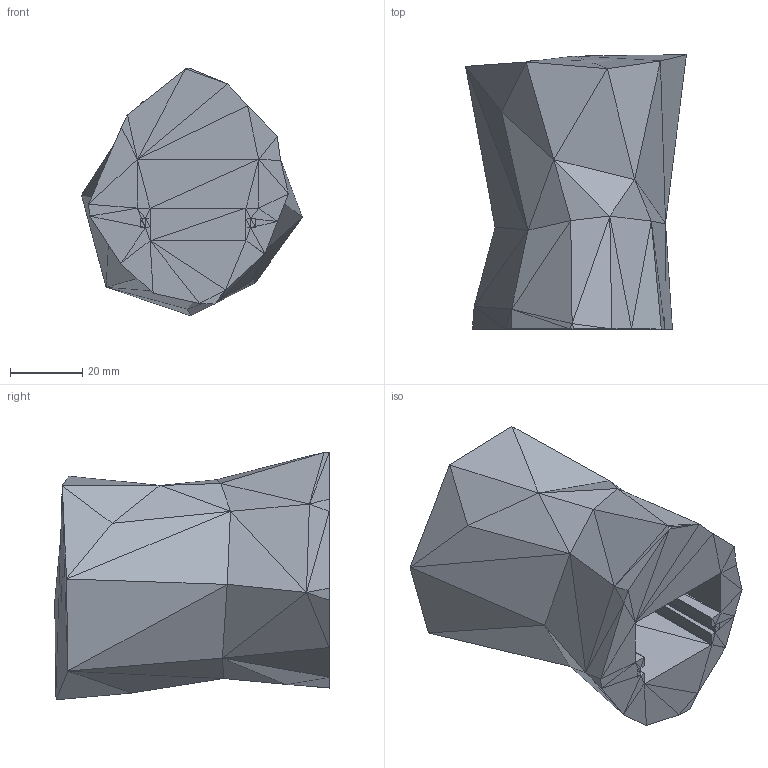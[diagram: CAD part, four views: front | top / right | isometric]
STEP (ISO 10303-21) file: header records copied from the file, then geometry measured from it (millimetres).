
FILE_DESCRIPTION(('FreeCAD Model'),'2;1');
FILE_NAME('Open CASCADE Shape Model','2023-08-13T19:37:31',('Author'),( ''),'Open CASCADE STEP processor 7.6','FreeCAD','Unknown');
FILE_SCHEMA(('AUTOMOTIVE_DESIGN { 1 0 10303 214 1 1 1 1 }'));
Length unit declared in the file: millimetre
Products named in the file (1): ESPlant_Case2_CaseOver001
Bounding box: 60.99 x 75.81 x 68.36 mm (x, y, z)
Surface area: 51775 mm2 (no closed solid volume)
Topology: 0 solids, 360 shells, 360 faces, 1080 edges, 1080 vertices
Faces by surface type: plane 360
Entity records: 15499 total; most frequent: CARTESIAN_POINT 2521, DIRECTION 1802, ORIENTED_EDGE 1080, EDGE_CURVE 1080, VERTEX_POINT 1080, LINE 1080, VECTOR 1080, AXIS2_PLACEMENT_3D 361
